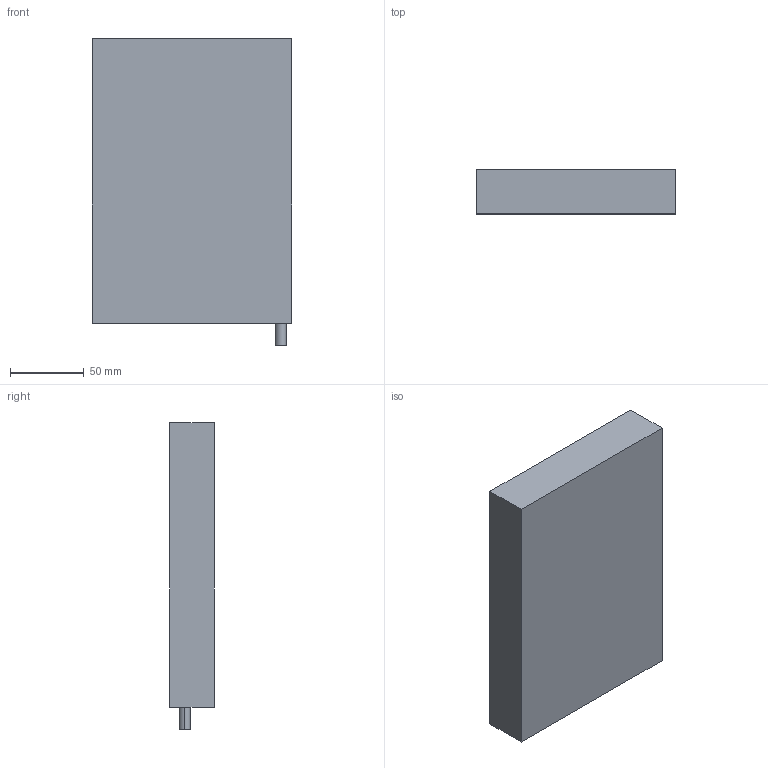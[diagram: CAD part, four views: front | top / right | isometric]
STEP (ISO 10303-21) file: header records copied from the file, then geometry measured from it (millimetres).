
FILE_DESCRIPTION (( 'STEP AP214' ), '1' );
FILE_NAME ('ZW3-H115-2-MODEL-A00.step', '2026-01-05T02:13:52', ( '' ), ( '' ), 'SwSTEP 2.0', 'SolidWorks 2020', '' );
FILE_SCHEMA (( 'AUTOMOTIVE_DESIGN' ));
Length unit declared in the file: millimetre
Products named in the file (1): ZW3-H115-2-MODEL-A00
Bounding box: 135 x 30 x 208 mm (x, y, z)
Volume: 780876 mm3; surface area: 73526.3 mm2
Topology: 1 solids, 1 shells, 57 faces, 138 edges, 72 vertices
Faces by surface type: cylinder 26, cone 24, plane 7
Entity records: 1782 total; most frequent: DIRECTION 282, CARTESIAN_POINT 244, ORIENTED_EDGE 228, EDGE_CURVE 114, AXIS2_PLACEMENT_3D 110, VERTEX_POINT 72, EDGE_LOOP 70, LINE 62
